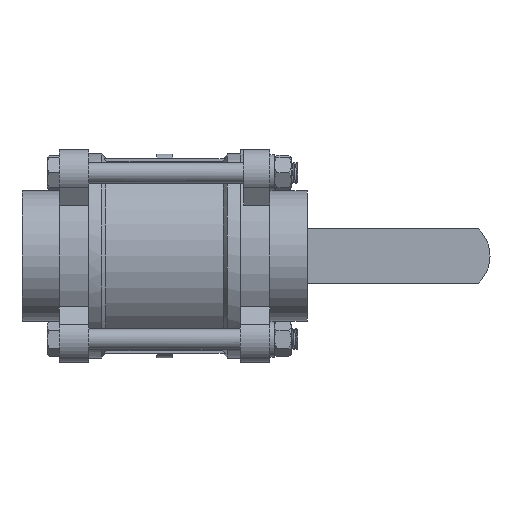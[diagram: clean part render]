
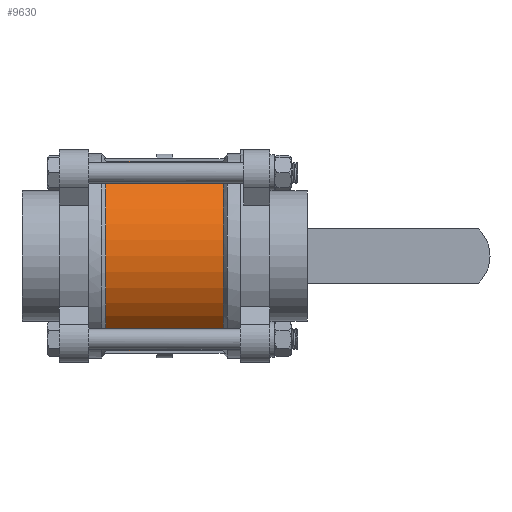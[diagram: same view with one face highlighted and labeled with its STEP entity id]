
A CAD part, front view. The second image highlights one B-rep face of the part: STEP entity #9630.
In plain terms, the highlighted cylindrical face has radius 44.75 mm (diameter 89.5 mm), a partial arc.
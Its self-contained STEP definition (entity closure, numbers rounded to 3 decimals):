
#874=CYLINDRICAL_SURFACE('',#10237,44.75);
#1027=CIRCLE('',#10238,44.75);
#1028=CIRCLE('',#10239,44.75);
#1506=ORIENTED_EDGE('',*,*,#4513,.F.);
#1507=ORIENTED_EDGE('',*,*,#4567,.F.);
#1508=ORIENTED_EDGE('',*,*,#4489,.F.);
#1509=ORIENTED_EDGE('',*,*,#4568,.T.);
#4489=EDGE_CURVE('',#6032,#6033,#7048,.T.);
#4513=EDGE_CURVE('',#6051,#6052,#7061,.T.);
#4567=EDGE_CURVE('',#6033,#6051,#1027,.T.);
#4568=EDGE_CURVE('',#6032,#6052,#1028,.T.);
#6032=VERTEX_POINT('',#13297);
#6033=VERTEX_POINT('',#13299);
#6051=VERTEX_POINT('',#13357);
#6052=VERTEX_POINT('',#13358);
#7048=LINE('',#13298,#7597);
#7061=LINE('',#13356,#7610);
#7597=VECTOR('',#11092,1000.);
#7610=VECTOR('',#11139,1000.);
#8142=EDGE_LOOP('',(#1506,#1507,#1508,#1509));
#8764=FACE_BOUND('',#8142,.T.);
#9630=ADVANCED_FACE('',(#8764),#874,.T.);
#10237=AXIS2_PLACEMENT_3D('',#13509,#11239,#11240);
#10238=AXIS2_PLACEMENT_3D('',#13510,#11241,#11242);
#10239=AXIS2_PLACEMENT_3D('',#13511,#11243,#11244);
#11092=DIRECTION('',(-1.,0.,0.));
#11139=DIRECTION('',(1.,0.,0.));
#11239=DIRECTION('',(-1.,0.,0.));
#11240=DIRECTION('',(0.,0.,1.));
#11241=DIRECTION('',(-1.,0.,0.));
#11242=DIRECTION('',(0.,0.,1.));
#11243=DIRECTION('',(-1.,0.,0.));
#11244=DIRECTION('',(0.,0.,1.));
#13297=CARTESIAN_POINT('',(27.,-10.,-43.618));
#13298=CARTESIAN_POINT('',(-39.,-10.,-43.618));
#13299=CARTESIAN_POINT('',(-27.,-10.,-43.618));
#13356=CARTESIAN_POINT('',(-39.,-10.,43.618));
#13357=CARTESIAN_POINT('',(-27.,-10.,43.618));
#13358=CARTESIAN_POINT('',(27.,-10.,43.618));
#13509=CARTESIAN_POINT('',(-39.,0.,0.));
#13510=CARTESIAN_POINT('',(-27.,0.,0.));
#13511=CARTESIAN_POINT('',(27.,0.,0.));
